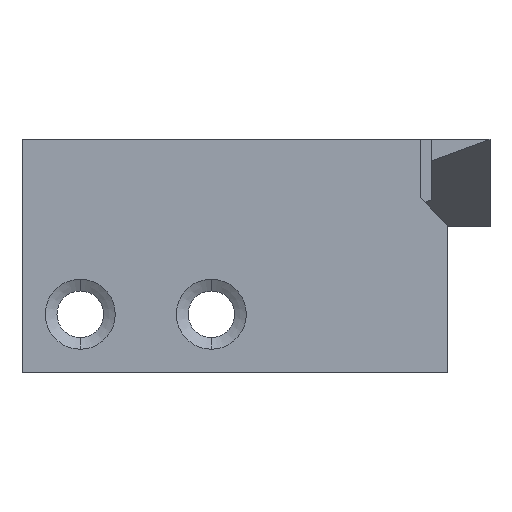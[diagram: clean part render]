
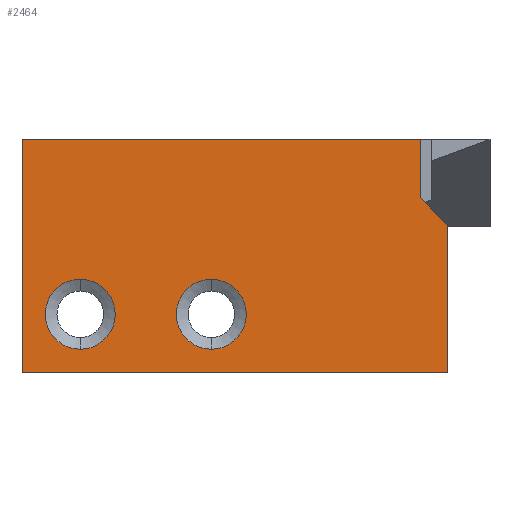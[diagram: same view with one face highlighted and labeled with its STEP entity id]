
A CAD part, front view. The second image highlights one B-rep face of the part: STEP entity #2464.
In plain terms, the highlighted planar face has unit normal (0, -1, 0).
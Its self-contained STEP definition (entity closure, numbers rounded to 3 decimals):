
#2 = CARTESIAN_POINT ( 'NONE',  ( -5.04, -1.165, -3. ) ) ;
#122 = CARTESIAN_POINT ( 'NONE',  ( 7.581, -1.165, -5. ) ) ;
#136 = VERTEX_POINT ( 'NONE', #623 ) ;
#238 = CARTESIAN_POINT ( 'NONE',  ( -5.04, -1.165, -3. ) ) ;
#304 = EDGE_LOOP ( 'NONE', ( #2790, #2149 ) ) ;
#315 = VECTOR ( 'NONE', #2316, 1000. ) ;
#382 = EDGE_CURVE ( 'NONE', #2348, #1482, #640, .T. ) ;
#415 = LINE ( 'NONE', #433, #2649 ) ;
#419 = VECTOR ( 'NONE', #1304, 1000. ) ;
#433 = CARTESIAN_POINT ( 'NONE',  ( 3.034, -1.165, 3. ) ) ;
#451 = VERTEX_POINT ( 'NONE', #1181 ) ;
#515 = ORIENTED_EDGE ( 'NONE', *, *, #1655, .F. ) ;
#549 = CIRCLE ( 'NONE', #1653, 1.2 ) ;
#563 = ORIENTED_EDGE ( 'NONE', *, *, #1718, .F. ) ;
#565 = EDGE_CURVE ( 'NONE', #636, #2949, #1540, .T. ) ;
#572 = CIRCLE ( 'NONE', #1567, 1.2 ) ;
#595 = DIRECTION ( 'NONE',  ( 0., 0., -1. ) ) ;
#623 = CARTESIAN_POINT ( 'NONE',  ( -5.04, -1.165, -1.8 ) ) ;
#636 = VERTEX_POINT ( 'NONE', #1391 ) ;
#640 = CIRCLE ( 'NONE', #1318, 1.2 ) ;
#652 = DIRECTION ( 'NONE',  ( 0., 0., 1. ) ) ;
#688 = DIRECTION ( 'NONE',  ( 0., -1., 0. ) ) ;
#690 = CARTESIAN_POINT ( 'NONE',  ( -7.04, -1.165, -5. ) ) ;
#692 = VERTEX_POINT ( 'NONE', #2620 ) ;
#713 = FACE_OUTER_BOUND ( 'NONE', #2824, .T. ) ;
#719 = DIRECTION ( 'NONE',  ( 0., -1., 0. ) ) ;
#731 = CARTESIAN_POINT ( 'NONE',  ( 6.628, -1.165, 1. ) ) ;
#776 = CARTESIAN_POINT ( 'NONE',  ( -7.04, -1.165, -5. ) ) ;
#782 = AXIS2_PLACEMENT_3D ( 'NONE', #2696, #2217, #652 ) ;
#931 = CIRCLE ( 'NONE', #2748, 1.2 ) ;
#1003 = EDGE_CURVE ( 'NONE', #1482, #2348, #549, .T. ) ;
#1095 = CARTESIAN_POINT ( 'NONE',  ( 6.628, -1.165, 3. ) ) ;
#1156 = VECTOR ( 'NONE', #1379, 1000. ) ;
#1171 = VERTEX_POINT ( 'NONE', #690 ) ;
#1181 = CARTESIAN_POINT ( 'NONE',  ( -5.04, -1.165, -4.2 ) ) ;
#1278 = DIRECTION ( 'NONE',  ( 0., 0., -1. ) ) ;
#1304 = DIRECTION ( 'NONE',  ( -1., 0., 0. ) ) ;
#1318 = AXIS2_PLACEMENT_3D ( 'NONE', #1688, #719, #2222 ) ;
#1379 = DIRECTION ( 'NONE',  ( 0., 0., 1. ) ) ;
#1391 = CARTESIAN_POINT ( 'NONE',  ( 7.581, -1.165, 0.047 ) ) ;
#1396 = LINE ( 'NONE', #122, #1156 ) ;
#1445 = ORIENTED_EDGE ( 'NONE', *, *, #2664, .F. ) ;
#1482 = VERTEX_POINT ( 'NONE', #2127 ) ;
#1502 = DIRECTION ( 'NONE',  ( 0., 0., -1. ) ) ;
#1540 = LINE ( 'NONE', #2006, #1555 ) ;
#1555 = VECTOR ( 'NONE', #2528, 1000. ) ;
#1567 = AXIS2_PLACEMENT_3D ( 'NONE', #238, #688, #3204 ) ;
#1581 = CARTESIAN_POINT ( 'NONE',  ( -0.54, -1.165, -3. ) ) ;
#1614 = DIRECTION ( 'NONE',  ( 0., -1., 0. ) ) ;
#1653 = AXIS2_PLACEMENT_3D ( 'NONE', #1581, #1614, #595 ) ;
#1655 = EDGE_CURVE ( 'NONE', #1742, #1171, #1776, .T. ) ;
#1688 = CARTESIAN_POINT ( 'NONE',  ( -0.54, -1.165, -3. ) ) ;
#1714 = PLANE ( 'NONE',  #782 ) ;
#1718 = EDGE_CURVE ( 'NONE', #692, #2422, #415, .T. ) ;
#1742 = VERTEX_POINT ( 'NONE', #2791 ) ;
#1776 = LINE ( 'NONE', #2524, #419 ) ;
#1785 = ORIENTED_EDGE ( 'NONE', *, *, #565, .T. ) ;
#1860 = DIRECTION ( 'NONE',  ( 1., 0., 0. ) ) ;
#1875 = EDGE_CURVE ( 'NONE', #136, #451, #572, .T. ) ;
#1955 = FACE_BOUND ( 'NONE', #304, .T. ) ;
#1983 = ORIENTED_EDGE ( 'NONE', *, *, #2762, .T. ) ;
#2004 = DIRECTION ( 'NONE',  ( 0., -1., 0. ) ) ;
#2006 = CARTESIAN_POINT ( 'NONE',  ( 3.831, -1.165, 3.797 ) ) ;
#2090 = VECTOR ( 'NONE', #1278, 1000. ) ;
#2111 = EDGE_CURVE ( 'NONE', #451, #136, #931, .T. ) ;
#2127 = CARTESIAN_POINT ( 'NONE',  ( -0.54, -1.165, -4.2 ) ) ;
#2149 = ORIENTED_EDGE ( 'NONE', *, *, #1875, .F. ) ;
#2179 = EDGE_LOOP ( 'NONE', ( #3152, #3170 ) ) ;
#2217 = DIRECTION ( 'NONE',  ( 0., 1., 0. ) ) ;
#2222 = DIRECTION ( 'NONE',  ( 0., 0., -1. ) ) ;
#2316 = DIRECTION ( 'NONE',  ( 0., 0., -1. ) ) ;
#2348 = VERTEX_POINT ( 'NONE', #2830 ) ;
#2405 = ORIENTED_EDGE ( 'NONE', *, *, #3068, .T. ) ;
#2422 = VERTEX_POINT ( 'NONE', #2441 ) ;
#2441 = CARTESIAN_POINT ( 'NONE',  ( 6.628, -1.165, 3. ) ) ;
#2464 = ADVANCED_FACE ( 'NONE', ( #1955, #2939, #713 ), #1714, .F. ) ;
#2524 = CARTESIAN_POINT ( 'NONE',  ( 7.581, -1.165, -5. ) ) ;
#2528 = DIRECTION ( 'NONE',  ( -0.707, 0., 0.707 ) ) ;
#2620 = CARTESIAN_POINT ( 'NONE',  ( -7.04, -1.165, 3. ) ) ;
#2649 = VECTOR ( 'NONE', #1860, 1000. ) ;
#2664 = EDGE_CURVE ( 'NONE', #2422, #2949, #3077, .T. ) ;
#2696 = CARTESIAN_POINT ( 'NONE',  ( 3.034, -1.165, 3. ) ) ;
#2748 = AXIS2_PLACEMENT_3D ( 'NONE', #2, #2004, #1502 ) ;
#2762 = EDGE_CURVE ( 'NONE', #1742, #636, #1396, .T. ) ;
#2790 = ORIENTED_EDGE ( 'NONE', *, *, #2111, .F. ) ;
#2791 = CARTESIAN_POINT ( 'NONE',  ( 7.581, -1.165, -5. ) ) ;
#2824 = EDGE_LOOP ( 'NONE', ( #1445, #563, #2405, #515, #1983, #1785 ) ) ;
#2830 = CARTESIAN_POINT ( 'NONE',  ( -0.54, -1.165, -1.8 ) ) ;
#2939 = FACE_BOUND ( 'NONE', #2179, .T. ) ;
#2949 = VERTEX_POINT ( 'NONE', #731 ) ;
#3020 = LINE ( 'NONE', #776, #315 ) ;
#3068 = EDGE_CURVE ( 'NONE', #692, #1171, #3020, .T. ) ;
#3077 = LINE ( 'NONE', #1095, #2090 ) ;
#3152 = ORIENTED_EDGE ( 'NONE', *, *, #1003, .F. ) ;
#3170 = ORIENTED_EDGE ( 'NONE', *, *, #382, .F. ) ;
#3204 = DIRECTION ( 'NONE',  ( 0., 0., -1. ) ) ;
